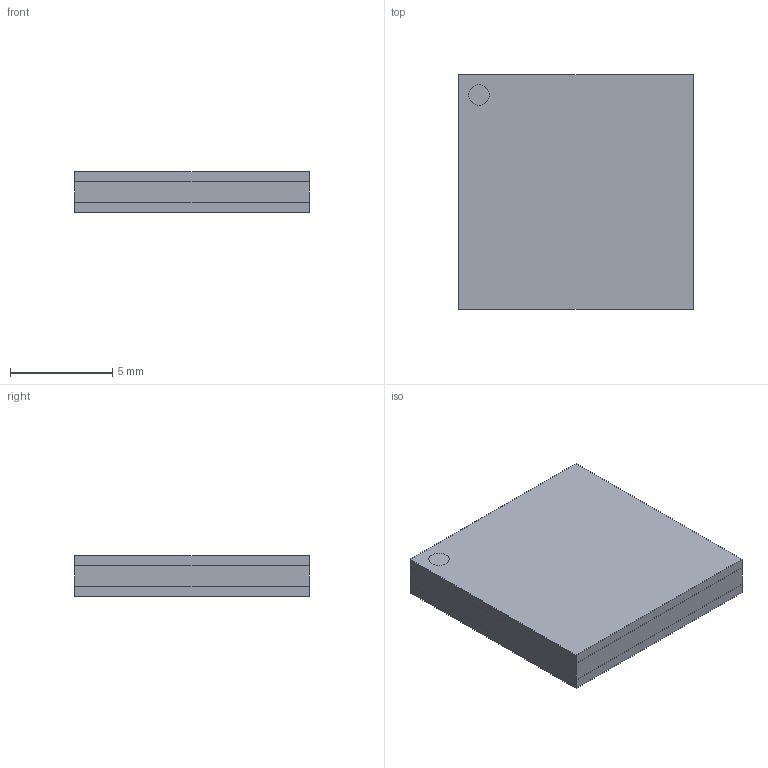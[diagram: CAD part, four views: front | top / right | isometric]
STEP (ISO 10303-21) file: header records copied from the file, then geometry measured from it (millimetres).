
FILE_DESCRIPTION(/* description */ (''),/* implementation_level */ '2;1');
FILE_NAME(/* name */ 'HAMAMATSU_C11204-02.stp',/* time_stamp */ '2017-03-07T11:29:42+01:00',/* author */ ('jchouvet'),/* organization */ (''),/* preprocessor_version */ 'ST-DEVELOPER v16.1',/* originating_system */ 'AutoCAD Mechanical',/* authorisation */ '');
FILE_SCHEMA (('AUTOMOTIVE_DESIGN { 1 0 10303 214 3 1 1 }'));
Length unit declared in the file: millimetre
Products named in the file (1): Product
Bounding box: 11.5 x 11.5 x 2 mm (x, y, z)
Volume: 267.2 mm3; surface area: 1049.4 mm2
Topology: 27 solids, 27 shells, 268 faces, 579 edges, 386 vertices
Faces by surface type: plane 266, cylinder 2
Full cylindrical faces by diameter (mm): 1 x2
Entity records: 7141 total; most frequent: CARTESIAN_POINT 1232, ORIENTED_EDGE 1154, DIRECTION 1119, EDGE_CURVE 577, LINE 573, VECTOR 573, VERTEX_POINT 386, EDGE_LOOP 293
